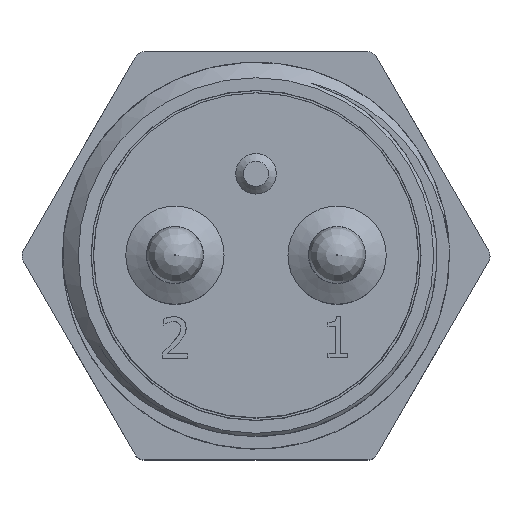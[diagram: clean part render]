
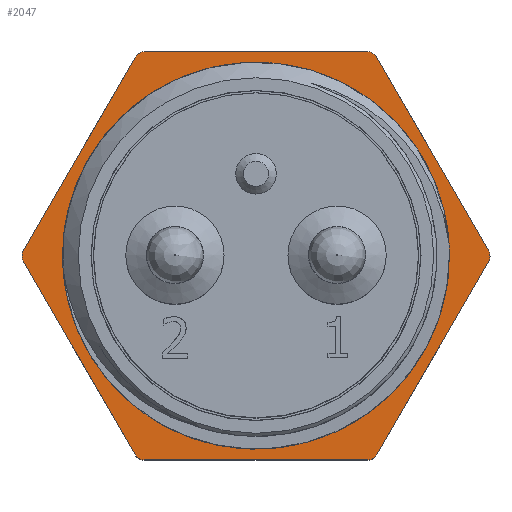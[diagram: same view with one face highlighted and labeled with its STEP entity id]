
A CAD part, top view. The second image highlights one B-rep face of the part: STEP entity #2047.
In plain terms, the highlighted planar face has unit normal (0, 0, 1).
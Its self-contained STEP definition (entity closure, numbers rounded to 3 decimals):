
#148=FACE_BOUND($,#621,.T.);
#195=CIRCLE($,#2177,0.508);
#217=CIRCLE($,#2210,9.22);
#233=CIRCLE($,#2257,0.508);
#234=CIRCLE($,#2258,0.508);
#235=CIRCLE($,#2259,0.508);
#236=CIRCLE($,#2260,0.508);
#237=CIRCLE($,#2261,0.508);
#435=FACE_OUTER_BOUND($,#620,.T.);
#620=EDGE_LOOP($,(#1687,#1688,#1689,#1690,#1691,#1692,#1693,#1694,#1695,
#1696,#1697,#1698));
#621=EDGE_LOOP($,(#1699));
#702=LINE($,#5196,#787);
#704=LINE($,#5200,#789);
#707=LINE($,#5206,#792);
#710=LINE($,#5212,#795);
#713=LINE($,#5218,#798);
#715=LINE($,#5223,#800);
#787=VECTOR($,#2686,10.925);
#789=VECTOR($,#2690,10.925);
#792=VECTOR($,#2695,10.925);
#795=VECTOR($,#2700,10.925);
#798=VECTOR($,#2705,10.925);
#800=VECTOR($,#2709,10.925);
#920=VERTEX_POINT($,#4793);
#921=VERTEX_POINT($,#4795);
#943=VERTEX_POINT($,#4851);
#988=VERTEX_POINT($,#5195);
#989=VERTEX_POINT($,#5199);
#990=VERTEX_POINT($,#5203);
#991=VERTEX_POINT($,#5205);
#992=VERTEX_POINT($,#5209);
#993=VERTEX_POINT($,#5211);
#994=VERTEX_POINT($,#5215);
#995=VERTEX_POINT($,#5217);
#996=VERTEX_POINT($,#5221);
#997=VERTEX_POINT($,#5222);
#1155=EDGE_CURVE($,#921,#920,#195,.T.);
#1178=EDGE_CURVE($,#943,#943,#217,.T.);
#1228=EDGE_CURVE($,#920,#988,#702,.T.);
#1230=EDGE_CURVE($,#989,#921,#704,.T.);
#1233=EDGE_CURVE($,#991,#990,#707,.T.);
#1236=EDGE_CURVE($,#993,#992,#710,.T.);
#1239=EDGE_CURVE($,#995,#994,#713,.T.);
#1241=EDGE_CURVE($,#996,#997,#715,.T.);
#1244=EDGE_CURVE($,#988,#996,#233,.T.);
#1245=EDGE_CURVE($,#997,#995,#234,.T.);
#1246=EDGE_CURVE($,#994,#993,#235,.T.);
#1247=EDGE_CURVE($,#992,#991,#236,.T.);
#1248=EDGE_CURVE($,#990,#989,#237,.T.);
#1687=ORIENTED_EDGE($,*,*,#1230,.T.);
#1688=ORIENTED_EDGE($,*,*,#1155,.T.);
#1689=ORIENTED_EDGE($,*,*,#1228,.T.);
#1690=ORIENTED_EDGE($,*,*,#1244,.T.);
#1691=ORIENTED_EDGE($,*,*,#1241,.T.);
#1692=ORIENTED_EDGE($,*,*,#1245,.T.);
#1693=ORIENTED_EDGE($,*,*,#1239,.T.);
#1694=ORIENTED_EDGE($,*,*,#1246,.T.);
#1695=ORIENTED_EDGE($,*,*,#1236,.T.);
#1696=ORIENTED_EDGE($,*,*,#1247,.T.);
#1697=ORIENTED_EDGE($,*,*,#1233,.T.);
#1698=ORIENTED_EDGE($,*,*,#1248,.T.);
#1699=ORIENTED_EDGE($,*,*,#1178,.T.);
#1799=PLANE($,#2256);
#2047=ADVANCED_FACE($,(#435,#148),#1799,.T.);
#2177=AXIS2_PLACEMENT_3D($,#4796,#2549,#2550);
#2210=AXIS2_PLACEMENT_3D($,#4852,#2616,#2617);
#2256=AXIS2_PLACEMENT_3D($,#5232,#2724,#2725);
#2257=AXIS2_PLACEMENT_3D($,#5233,#2726,#2727);
#2258=AXIS2_PLACEMENT_3D($,#5234,#2728,#2729);
#2259=AXIS2_PLACEMENT_3D($,#5235,#2730,#2731);
#2260=AXIS2_PLACEMENT_3D($,#5236,#2732,#2733);
#2261=AXIS2_PLACEMENT_3D($,#5237,#2734,#2735);
#2549=DIRECTION('center_axis',(0.,0.,1.));
#2550=DIRECTION('ref_axis',(1.,0.,0.));
#2616=DIRECTION('center_axis',(0.,0.,-1.));
#2617=DIRECTION('ref_axis',(1.,0.,0.));
#2686=DIRECTION($,(-0.5,0.866,0.));
#2690=DIRECTION($,(0.5,0.866,0.));
#2695=DIRECTION($,(1.,0.,0.));
#2700=DIRECTION($,(0.5,-0.866,0.));
#2705=DIRECTION($,(-0.5,-0.866,0.));
#2709=DIRECTION($,(-1.,0.,0.));
#2724=DIRECTION('center_axis',(0.,0.,1.));
#2725=DIRECTION('ref_axis',(1.,0.,0.));
#2726=DIRECTION('center_axis',(0.,0.,1.));
#2727=DIRECTION('ref_axis',(1.,0.,0.));
#2728=DIRECTION('center_axis',(0.,0.,1.));
#2729=DIRECTION('ref_axis',(1.,0.,0.));
#2730=DIRECTION('center_axis',(0.,0.,1.));
#2731=DIRECTION('ref_axis',(1.,0.,0.));
#2732=DIRECTION('center_axis',(0.,0.,1.));
#2733=DIRECTION('ref_axis',(1.,0.,0.));
#2734=DIRECTION('center_axis',(0.,0.,1.));
#2735=DIRECTION('ref_axis',(1.,0.,0.));
#4793=CARTESIAN_POINT('',(11.365,0.254,-10.279));
#4795=CARTESIAN_POINT('',(11.365,-0.254,-10.279));
#4796=CARTESIAN_POINT('Origin',(10.925,0.,
-10.279));
#4851=CARTESIAN_POINT('',(9.22,0.,-10.279));
#4852=CARTESIAN_POINT('Origin',(0.,0.,-10.279));
#5195=CARTESIAN_POINT('',(5.903,9.716,-10.279));
#5196=CARTESIAN_POINT($,(11.365,0.254,-10.279));
#5199=CARTESIAN_POINT('',(5.903,-9.716,-10.279));
#5200=CARTESIAN_POINT($,(5.903,-9.716,-10.279));
#5203=CARTESIAN_POINT('',(5.463,-9.97,-10.279));
#5205=CARTESIAN_POINT('',(-5.463,-9.97,-10.279));
#5206=CARTESIAN_POINT($,(-5.463,-9.97,-10.279));
#5209=CARTESIAN_POINT('',(-5.903,-9.716,-10.279));
#5211=CARTESIAN_POINT('',(-11.365,-0.254,-10.279));
#5212=CARTESIAN_POINT($,(-11.365,-0.254,-10.279));
#5215=CARTESIAN_POINT('',(-11.365,0.254,-10.279));
#5217=CARTESIAN_POINT('',(-5.903,9.716,-10.279));
#5218=CARTESIAN_POINT($,(-5.903,9.716,-10.279));
#5221=CARTESIAN_POINT('',(5.463,9.97,-10.279));
#5222=CARTESIAN_POINT('',(-5.463,9.97,-10.279));
#5223=CARTESIAN_POINT($,(5.463,9.97,-10.279));
#5232=CARTESIAN_POINT('Origin',(0.,0.,-10.279));
#5233=CARTESIAN_POINT('Origin',(5.463,9.462,-10.279));
#5234=CARTESIAN_POINT('Origin',(-5.463,9.462,-10.279));
#5235=CARTESIAN_POINT('Origin',(-10.925,0.,
-10.279));
#5236=CARTESIAN_POINT('Origin',(-5.463,-9.462,-10.279));
#5237=CARTESIAN_POINT('Origin',(5.463,-9.462,-10.279));
